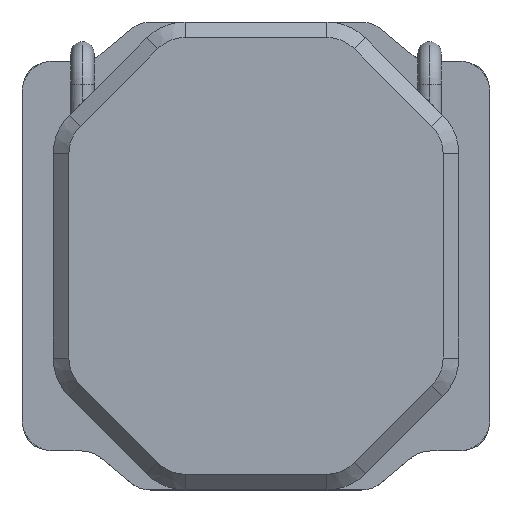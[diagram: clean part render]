
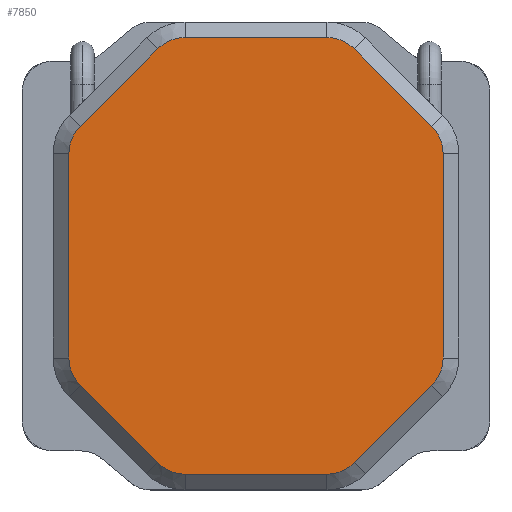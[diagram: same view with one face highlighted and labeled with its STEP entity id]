
A CAD part, top view. The second image highlights one B-rep face of the part: STEP entity #7850.
In plain terms, the highlighted planar face has unit normal (0, 0, 1).
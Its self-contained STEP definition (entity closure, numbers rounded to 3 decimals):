
#116 = EDGE_CURVE ( 'NONE', #18649, #7254, #7220, .T. ) ;
#784 = CARTESIAN_POINT ( 'NONE',  ( -0.95, -0.655, 1.01 ) ) ;
#872 = EDGE_CURVE ( 'NONE', #14199, #7686, #11875, .T. ) ;
#967 = CARTESIAN_POINT ( 'NONE',  ( 1.127, -0.832, 1.01 ) ) ;
#1062 = DIRECTION ( 'NONE',  ( 0., 0., 1. ) ) ;
#1153 = CARTESIAN_POINT ( 'NONE',  ( 0.455, 1.15, 1.01 ) ) ;
#1343 = LINE ( 'NONE', #6073, #15106 ) ;
#1717 = EDGE_CURVE ( 'NONE', #15764, #5747, #4731, .T. ) ;
#1754 = ORIENTED_EDGE ( 'NONE', *, *, #4257, .T. ) ;
#1810 = PLANE ( 'NONE',  #5912 ) ;
#1982 = DIRECTION ( 'NONE',  ( 0., 1., 0. ) ) ;
#1991 = EDGE_CURVE ( 'NONE', #12050, #14199, #14510, .T. ) ;
#2213 = ORIENTED_EDGE ( 'NONE', *, *, #16001, .T. ) ;
#2443 = AXIS2_PLACEMENT_3D ( 'NONE', #784, #1062, #4095 ) ;
#2643 = ORIENTED_EDGE ( 'NONE', *, *, #872, .T. ) ;
#2921 = EDGE_CURVE ( 'NONE', #7678, #18649, #1343, .T. ) ;
#3162 = VERTEX_POINT ( 'NONE', #18977 ) ;
#3340 = AXIS2_PLACEMENT_3D ( 'NONE', #13670, #5124, #10721 ) ;
#3430 = ORIENTED_EDGE ( 'NONE', *, *, #2921, .T. ) ;
#3553 = CARTESIAN_POINT ( 'NONE',  ( 0., 0., 1.01 ) ) ;
#3680 = EDGE_LOOP ( 'NONE', ( #16201, #14273, #10611, #2643, #9840, #2213, #9595, #7943, #4035, #10902, #5373, #5453, #3430, #13558, #1754, #18125 ) ) ;
#3775 = CARTESIAN_POINT ( 'NONE',  ( -1.2, -0.655, 1.01 ) ) ;
#3842 = VERTEX_POINT ( 'NONE', #11651 ) ;
#4035 = ORIENTED_EDGE ( 'NONE', *, *, #6945, .T. ) ;
#4048 = VECTOR ( 'NONE', #6476, 1000. ) ;
#4095 = DIRECTION ( 'NONE',  ( 1., 0., 0. ) ) ;
#4138 = LINE ( 'NONE', #13481, #9834 ) ;
#4144 = DIRECTION ( 'NONE',  ( 1., 0., 0. ) ) ;
#4257 = EDGE_CURVE ( 'NONE', #7254, #15764, #4138, .T. ) ;
#4467 = VECTOR ( 'NONE', #11622, 1000. ) ;
#4575 = AXIS2_PLACEMENT_3D ( 'NONE', #12723, #8396, #11556 ) ;
#4665 = CARTESIAN_POINT ( 'NONE',  ( 1.127, 0.832, 1.01 ) ) ;
#4731 = CIRCLE ( 'NONE', #10387, 0.25 ) ;
#4856 = VERTEX_POINT ( 'NONE', #967 ) ;
#5124 = DIRECTION ( 'NONE',  ( 0., 0., 1. ) ) ;
#5373 = ORIENTED_EDGE ( 'NONE', *, *, #15207, .T. ) ;
#5450 = VERTEX_POINT ( 'NONE', #10325 ) ;
#5453 = ORIENTED_EDGE ( 'NONE', *, *, #6698, .T. ) ;
#5571 = CIRCLE ( 'NONE', #12151, 0.25 ) ;
#5584 = CARTESIAN_POINT ( 'NONE',  ( 0.632, 1.327, 1.01 ) ) ;
#5747 = VERTEX_POINT ( 'NONE', #13163 ) ;
#5826 = CARTESIAN_POINT ( 'NONE',  ( -1.127, 0.832, 1.01 ) ) ;
#5912 = AXIS2_PLACEMENT_3D ( 'NONE', #3553, #15652, #15363 ) ;
#6073 = CARTESIAN_POINT ( 'NONE',  ( 0.979, 0.979, 1.01 ) ) ;
#6178 = VECTOR ( 'NONE', #13264, 1000. ) ;
#6476 = DIRECTION ( 'NONE',  ( 1., 0., 0. ) ) ;
#6698 = EDGE_CURVE ( 'NONE', #17081, #7678, #7408, .T. ) ;
#6945 = EDGE_CURVE ( 'NONE', #3162, #4856, #18844, .T. ) ;
#6999 = CARTESIAN_POINT ( 'NONE',  ( -0.979, 0.979, 1.01 ) ) ;
#7052 = DIRECTION ( 'NONE',  ( 0.707, -0.707, 0. ) ) ;
#7199 = DIRECTION ( 'NONE',  ( -1., 0., 0. ) ) ;
#7220 = CIRCLE ( 'NONE', #12229, 0.25 ) ;
#7254 = VERTEX_POINT ( 'NONE', #11015 ) ;
#7319 = DIRECTION ( 'NONE',  ( 0., 0., 1. ) ) ;
#7337 = CARTESIAN_POINT ( 'NONE',  ( 1.2, 0.655, 1.01 ) ) ;
#7408 = CIRCLE ( 'NONE', #4575, 0.25 ) ;
#7678 = VERTEX_POINT ( 'NONE', #4665 ) ;
#7681 = CARTESIAN_POINT ( 'NONE',  ( 1.2, 0.655, 1.01 ) ) ;
#7686 = VERTEX_POINT ( 'NONE', #16238 ) ;
#7801 = VECTOR ( 'NONE', #1982, 1000. ) ;
#7850 = ADVANCED_FACE ( 'NONE', ( #17020 ), #1810, .T. ) ;
#7943 = ORIENTED_EDGE ( 'NONE', *, *, #15728, .T. ) ;
#8396 = DIRECTION ( 'NONE',  ( 0., 0., 1. ) ) ;
#8461 = EDGE_CURVE ( 'NONE', #18254, #12050, #5571, .T. ) ;
#8832 = CARTESIAN_POINT ( 'NONE',  ( 0.979, -0.979, 1.01 ) ) ;
#8894 = DIRECTION ( 'NONE',  ( -0.707, 0.707, 0. ) ) ;
#9300 = CARTESIAN_POINT ( 'NONE',  ( 0.455, -1.4, 1.01 ) ) ;
#9499 = LINE ( 'NONE', #9300, #4048 ) ;
#9595 = ORIENTED_EDGE ( 'NONE', *, *, #10110, .T. ) ;
#9834 = VECTOR ( 'NONE', #7199, 1000. ) ;
#9840 = ORIENTED_EDGE ( 'NONE', *, *, #18617, .T. ) ;
#10110 = EDGE_CURVE ( 'NONE', #3842, #5450, #9499, .T. ) ;
#10142 = DIRECTION ( 'NONE',  ( 1., 0., 0. ) ) ;
#10325 = CARTESIAN_POINT ( 'NONE',  ( 0.455, -1.4, 1.01 ) ) ;
#10370 = CARTESIAN_POINT ( 'NONE',  ( -0.979, -0.979, 1.01 ) ) ;
#10387 = AXIS2_PLACEMENT_3D ( 'NONE', #19273, #7319, #10142 ) ;
#10398 = VECTOR ( 'NONE', #7052, 1000. ) ;
#10611 = ORIENTED_EDGE ( 'NONE', *, *, #1991, .T. ) ;
#10721 = DIRECTION ( 'NONE',  ( 1., 0., 0. ) ) ;
#10902 = ORIENTED_EDGE ( 'NONE', *, *, #14376, .T. ) ;
#11015 = CARTESIAN_POINT ( 'NONE',  ( 0.455, 1.4, 1.01 ) ) ;
#11042 = CARTESIAN_POINT ( 'NONE',  ( 1.2, -0.655, 1.01 ) ) ;
#11191 = DIRECTION ( 'NONE',  ( 0., -1., 0. ) ) ;
#11347 = CARTESIAN_POINT ( 'NONE',  ( 0.455, -1.15, 1.01 ) ) ;
#11409 = DIRECTION ( 'NONE',  ( 1., 0., 0. ) ) ;
#11556 = DIRECTION ( 'NONE',  ( 1., 0., 0. ) ) ;
#11622 = DIRECTION ( 'NONE',  ( -0.707, -0.707, 0. ) ) ;
#11636 = DIRECTION ( 'NONE',  ( 0., 0., 1. ) ) ;
#11651 = CARTESIAN_POINT ( 'NONE',  ( -0.455, -1.4, 1.01 ) ) ;
#11722 = CARTESIAN_POINT ( 'NONE',  ( -0.632, -1.327, 1.01 ) ) ;
#11762 = VERTEX_POINT ( 'NONE', #11722 ) ;
#11875 = CIRCLE ( 'NONE', #2443, 0.25 ) ;
#12050 = VERTEX_POINT ( 'NONE', #18025 ) ;
#12151 = AXIS2_PLACEMENT_3D ( 'NONE', #19388, #15085, #17886 ) ;
#12229 = AXIS2_PLACEMENT_3D ( 'NONE', #1153, #19010, #11409 ) ;
#12480 = CIRCLE ( 'NONE', #17169, 0.25 ) ;
#12723 = CARTESIAN_POINT ( 'NONE',  ( 0.95, 0.655, 1.01 ) ) ;
#12771 = CIRCLE ( 'NONE', #3340, 0.25 ) ;
#13163 = CARTESIAN_POINT ( 'NONE',  ( -0.632, 1.327, 1.01 ) ) ;
#13204 = VERTEX_POINT ( 'NONE', #11042 ) ;
#13264 = DIRECTION ( 'NONE',  ( 0.707, 0.707, 0. ) ) ;
#13293 = CARTESIAN_POINT ( 'NONE',  ( -0.455, -1.15, 1.01 ) ) ;
#13481 = CARTESIAN_POINT ( 'NONE',  ( -0.455, 1.4, 1.01 ) ) ;
#13558 = ORIENTED_EDGE ( 'NONE', *, *, #116, .T. ) ;
#13670 = CARTESIAN_POINT ( 'NONE',  ( 0.95, -0.655, 1.01 ) ) ;
#14199 = VERTEX_POINT ( 'NONE', #18390 ) ;
#14273 = ORIENTED_EDGE ( 'NONE', *, *, #8461, .T. ) ;
#14376 = EDGE_CURVE ( 'NONE', #4856, #13204, #12771, .T. ) ;
#14510 = LINE ( 'NONE', #3775, #16040 ) ;
#14680 = CIRCLE ( 'NONE', #17774, 0.25 ) ;
#14851 = LINE ( 'NONE', #6999, #4467 ) ;
#15085 = DIRECTION ( 'NONE',  ( 0., 0., 1. ) ) ;
#15106 = VECTOR ( 'NONE', #8894, 1000. ) ;
#15207 = EDGE_CURVE ( 'NONE', #13204, #17081, #15522, .T. ) ;
#15363 = DIRECTION ( 'NONE',  ( 1., 0., 0. ) ) ;
#15522 = LINE ( 'NONE', #7681, #7801 ) ;
#15652 = DIRECTION ( 'NONE',  ( 0., 0., 1. ) ) ;
#15728 = EDGE_CURVE ( 'NONE', #5450, #3162, #12480, .T. ) ;
#15764 = VERTEX_POINT ( 'NONE', #16121 ) ;
#16001 = EDGE_CURVE ( 'NONE', #11762, #3842, #14680, .T. ) ;
#16040 = VECTOR ( 'NONE', #11191, 1000. ) ;
#16121 = CARTESIAN_POINT ( 'NONE',  ( -0.455, 1.4, 1.01 ) ) ;
#16201 = ORIENTED_EDGE ( 'NONE', *, *, #19245, .T. ) ;
#16238 = CARTESIAN_POINT ( 'NONE',  ( -1.127, -0.832, 1.01 ) ) ;
#17020 = FACE_OUTER_BOUND ( 'NONE', #3680, .T. ) ;
#17081 = VERTEX_POINT ( 'NONE', #7337 ) ;
#17169 = AXIS2_PLACEMENT_3D ( 'NONE', #11347, #11636, #4144 ) ;
#17774 = AXIS2_PLACEMENT_3D ( 'NONE', #13293, #17857, #19161 ) ;
#17857 = DIRECTION ( 'NONE',  ( 0., 0., 1. ) ) ;
#17886 = DIRECTION ( 'NONE',  ( 1., 0., 0. ) ) ;
#18025 = CARTESIAN_POINT ( 'NONE',  ( -1.2, 0.655, 1.01 ) ) ;
#18125 = ORIENTED_EDGE ( 'NONE', *, *, #1717, .T. ) ;
#18254 = VERTEX_POINT ( 'NONE', #5826 ) ;
#18390 = CARTESIAN_POINT ( 'NONE',  ( -1.2, -0.655, 1.01 ) ) ;
#18617 = EDGE_CURVE ( 'NONE', #7686, #11762, #19092, .T. ) ;
#18649 = VERTEX_POINT ( 'NONE', #5584 ) ;
#18844 = LINE ( 'NONE', #8832, #6178 ) ;
#18977 = CARTESIAN_POINT ( 'NONE',  ( 0.632, -1.327, 1.01 ) ) ;
#19010 = DIRECTION ( 'NONE',  ( 0., 0., 1. ) ) ;
#19092 = LINE ( 'NONE', #10370, #10398 ) ;
#19161 = DIRECTION ( 'NONE',  ( 1., 0., 0. ) ) ;
#19245 = EDGE_CURVE ( 'NONE', #5747, #18254, #14851, .T. ) ;
#19273 = CARTESIAN_POINT ( 'NONE',  ( -0.455, 1.15, 1.01 ) ) ;
#19388 = CARTESIAN_POINT ( 'NONE',  ( -0.95, 0.655, 1.01 ) ) ;
